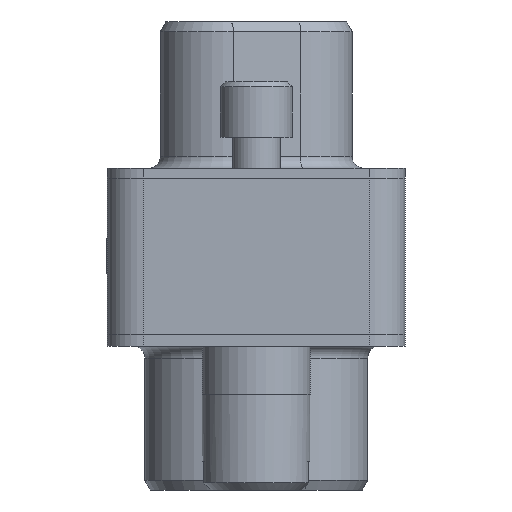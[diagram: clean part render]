
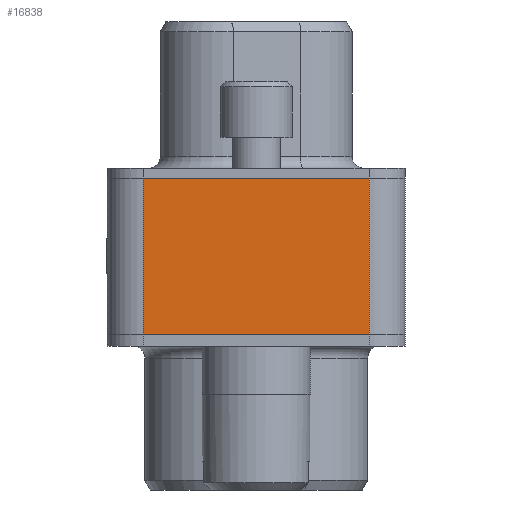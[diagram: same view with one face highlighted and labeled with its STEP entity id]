
A CAD part, left-side view. The second image highlights one B-rep face of the part: STEP entity #16838.
In plain terms, the highlighted planar face has unit normal (-1, 0, 0).
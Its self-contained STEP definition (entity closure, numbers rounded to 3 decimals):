
#1205=LINE('',#24733,#2524);
#1206=LINE('',#24737,#2525);
#1207=LINE('',#24739,#2526);
#1208=LINE('',#24741,#2527);
#2524=VECTOR('',#19568,1000.);
#2525=VECTOR('',#19573,1000.);
#2526=VECTOR('',#19574,1000.);
#2527=VECTOR('',#19575,1000.);
#3928=ORIENTED_EDGE('',*,*,#8347,.F.);
#3929=ORIENTED_EDGE('',*,*,#8345,.T.);
#3930=ORIENTED_EDGE('',*,*,#8348,.F.);
#3931=ORIENTED_EDGE('',*,*,#8349,.F.);
#8345=EDGE_CURVE('',#10555,#10554,#1205,.T.);
#8347=EDGE_CURVE('',#10555,#10556,#1206,.T.);
#8348=EDGE_CURVE('',#10557,#10554,#1207,.T.);
#8349=EDGE_CURVE('',#10556,#10557,#1208,.T.);
#10554=VERTEX_POINT('',#24732);
#10555=VERTEX_POINT('',#24734);
#10556=VERTEX_POINT('',#24738);
#10557=VERTEX_POINT('',#24740);
#12254=EDGE_LOOP('',(#3928,#3929,#3930,#3931));
#13781=FACE_BOUND('',#12254,.T.);
#15296=PLANE('',#17922);
#16838=ADVANCED_FACE('',(#13781),#15296,.T.);
#17922=AXIS2_PLACEMENT_3D('',#24736,#19571,#19572);
#19568=DIRECTION('',(0.,-1.,0.));
#19571=DIRECTION('',(-1.,0.,0.));
#19572=DIRECTION('',(0.,0.,1.));
#19573=DIRECTION('',(0.,0.,1.));
#19574=DIRECTION('',(0.,0.,-1.));
#19575=DIRECTION('',(0.,-1.,0.));
#24732=CARTESIAN_POINT('',(-26.55,-4.7,-6.5));
#24733=CARTESIAN_POINT('',(-26.55,4.7,-6.5));
#24734=CARTESIAN_POINT('',(-26.55,4.7,-6.5));
#24736=CARTESIAN_POINT('',(-26.55,6.2,0.));
#24737=CARTESIAN_POINT('',(-26.55,4.7,-6.5));
#24738=CARTESIAN_POINT('',(-26.55,4.7,0.));
#24739=CARTESIAN_POINT('',(-26.55,-4.7,0.));
#24740=CARTESIAN_POINT('',(-26.55,-4.7,0.));
#24741=CARTESIAN_POINT('',(-26.55,4.7,0.));
